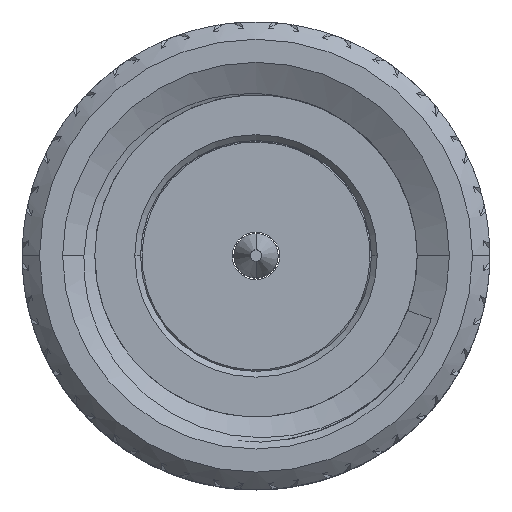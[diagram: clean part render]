
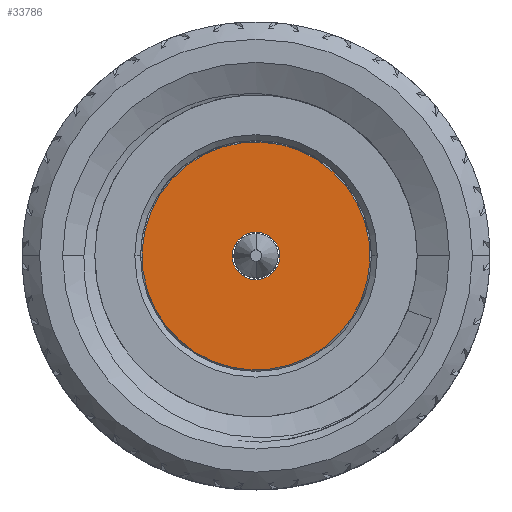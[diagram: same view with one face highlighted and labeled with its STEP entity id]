
A CAD part, top view. The second image highlights one B-rep face of the part: STEP entity #33786.
In plain terms, the highlighted planar face has unit normal (0, 0, 1).
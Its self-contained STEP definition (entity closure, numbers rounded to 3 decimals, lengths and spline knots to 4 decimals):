
#251 = EDGE_LOOP ( 'NONE', ( #58947, #106445 ) ) ;
#1599 = DIRECTION ( 'NONE',  ( -0.924, 0.383, 0. ) ) ;
#2436 = CARTESIAN_POINT ( 'NONE',  ( -1.8244, 0.7565, -0.1 ) ) ;
#10224 = CARTESIAN_POINT ( 'NONE',  ( 0.3787, -0.1571, -0.1 ) ) ;
#11856 = ORIENTED_EDGE ( 'NONE', *, *, #157409, .T. ) ;
#20144 = CIRCLE ( 'NONE', #136316, 1.975 ) ;
#26835 = VERTEX_POINT ( 'NONE', #10224 ) ;
#33786 = ADVANCED_FACE ( 'NONE', ( #128940, #152071 ), #152885, .T. ) ;
#34870 = CARTESIAN_POINT ( 'NONE',  ( 0., 0., -0.1 ) ) ;
#39286 = CARTESIAN_POINT ( 'NONE',  ( 0., 0., -0.1 ) ) ;
#39699 = DIRECTION ( 'NONE',  ( 0.924, -0.383, 0. ) ) ;
#41393 = AXIS2_PLACEMENT_3D ( 'NONE', #130543, #128122, #39699 ) ;
#42600 = CIRCLE ( 'NONE', #63708, 0.41 ) ;
#50849 = DIRECTION ( 'NONE',  ( -0.924, 0.383, 0. ) ) ;
#51083 = CARTESIAN_POINT ( 'NONE',  ( 0., 0., -0.1 ) ) ;
#52650 = EDGE_CURVE ( 'NONE', #85962, #115293, #104694, .T. ) ;
#58947 = ORIENTED_EDGE ( 'NONE', *, *, #52650, .F. ) ;
#63708 = AXIS2_PLACEMENT_3D ( 'NONE', #108618, #135009, #109434 ) ;
#63724 = DIRECTION ( 'NONE',  ( -0.924, 0.383, 0. ) ) ;
#69610 = VERTEX_POINT ( 'NONE', #88070 ) ;
#77496 = DIRECTION ( 'NONE',  ( 0., 0., -1. ) ) ;
#85962 = VERTEX_POINT ( 'NONE', #2436 ) ;
#88070 = CARTESIAN_POINT ( 'NONE',  ( -0.3787, 0.1571, -0.1 ) ) ;
#89399 = EDGE_CURVE ( 'NONE', #26835, #69610, #146435, .T. ) ;
#91583 = ORIENTED_EDGE ( 'NONE', *, *, #89399, .T. ) ;
#96310 = AXIS2_PLACEMENT_3D ( 'NONE', #51083, #77496, #1599 ) ;
#104694 = CIRCLE ( 'NONE', #110001, 1.975 ) ;
#106445 = ORIENTED_EDGE ( 'NONE', *, *, #107792, .F. ) ;
#107792 = EDGE_CURVE ( 'NONE', #115293, #85962, #20144, .T. ) ;
#108618 = CARTESIAN_POINT ( 'NONE',  ( 0., 0., -0.1 ) ) ;
#109434 = DIRECTION ( 'NONE',  ( -0.924, 0.383, 0. ) ) ;
#110001 = AXIS2_PLACEMENT_3D ( 'NONE', #39286, #153276, #50849 ) ;
#111804 = EDGE_LOOP ( 'NONE', ( #11856, #91583 ) ) ;
#115293 = VERTEX_POINT ( 'NONE', #125492 ) ;
#115823 = DIRECTION ( 'NONE',  ( 0., 0., -1. ) ) ;
#125492 = CARTESIAN_POINT ( 'NONE',  ( 1.8244, -0.7565, -0.1 ) ) ;
#128122 = DIRECTION ( 'NONE',  ( 0., 0., 1. ) ) ;
#128940 = FACE_BOUND ( 'NONE', #111804, .T. ) ;
#130543 = CARTESIAN_POINT ( 'NONE',  ( 0., 0., -0.1 ) ) ;
#135009 = DIRECTION ( 'NONE',  ( 0., 0., -1. ) ) ;
#136316 = AXIS2_PLACEMENT_3D ( 'NONE', #34870, #115823, #63724 ) ;
#146435 = CIRCLE ( 'NONE', #96310, 0.41 ) ;
#152071 = FACE_OUTER_BOUND ( 'NONE', #251, .T. ) ;
#152885 = PLANE ( 'NONE',  #41393 ) ;
#153276 = DIRECTION ( 'NONE',  ( 0., 0., -1. ) ) ;
#157409 = EDGE_CURVE ( 'NONE', #69610, #26835, #42600, .T. ) ;
